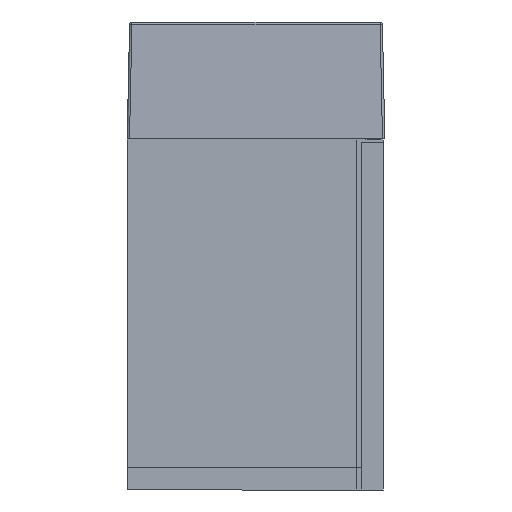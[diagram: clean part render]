
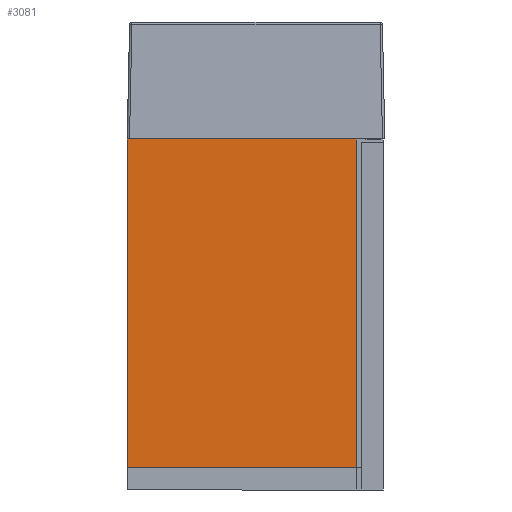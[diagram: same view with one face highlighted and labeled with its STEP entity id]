
A CAD part, left-side view. The second image highlights one B-rep face of the part: STEP entity #3081.
In plain terms, the highlighted planar face has unit normal (-1, 0, 0).
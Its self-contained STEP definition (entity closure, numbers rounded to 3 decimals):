
#360=FACE_OUTER_BOUND('',#548,.T.);
#548=EDGE_LOOP('',(#2389,#2390,#2391,#2392));
#843=LINE('',#4732,#1139);
#847=LINE('',#4740,#1143);
#850=LINE('',#4746,#1146);
#853=LINE('',#4751,#1149);
#1139=VECTOR('',#3847,1.);
#1143=VECTOR('',#3853,1.);
#1146=VECTOR('',#3858,1.);
#1149=VECTOR('',#3863,1.);
#1381=VERTEX_POINT('',#4730);
#1382=VERTEX_POINT('',#4731);
#1385=VERTEX_POINT('',#4739);
#1387=VERTEX_POINT('',#4745);
#1730=EDGE_CURVE('',#1381,#1382,#843,.T.);
#1734=EDGE_CURVE('',#1385,#1381,#847,.T.);
#1737=EDGE_CURVE('',#1387,#1385,#850,.T.);
#1740=EDGE_CURVE('',#1382,#1387,#853,.T.);
#2389=ORIENTED_EDGE('',*,*,#1740,.F.);
#2390=ORIENTED_EDGE('',*,*,#1730,.F.);
#2391=ORIENTED_EDGE('',*,*,#1734,.F.);
#2392=ORIENTED_EDGE('',*,*,#1737,.F.);
#2972=PLANE('',#3323);
#3081=ADVANCED_FACE('',(#360),#2972,.F.);
#3323=AXIS2_PLACEMENT_3D('',#4754,#3867,#3868);
#3847=DIRECTION('',(0.,0.,-1.));
#3853=DIRECTION('',(0.,-1.,0.));
#3858=DIRECTION('',(0.,0.,1.));
#3863=DIRECTION('',(0.,1.,0.));
#3867=DIRECTION('center_axis',(1.,0.,0.));
#3868=DIRECTION('ref_axis',(0.,0.,-1.));
#4730=CARTESIAN_POINT('',(0.,-196.,300.));
#4731=CARTESIAN_POINT('',(0.,-196.,19.));
#4732=CARTESIAN_POINT('',(0.,-196.,300.));
#4739=CARTESIAN_POINT('',(0.,0.,300.));
#4740=CARTESIAN_POINT('',(0.,0.,300.));
#4745=CARTESIAN_POINT('',(0.,0.,19.));
#4746=CARTESIAN_POINT('',(0.,0.,19.));
#4751=CARTESIAN_POINT('',(0.,-196.,19.));
#4754=CARTESIAN_POINT('Origin',(0.,-98.,159.5));
